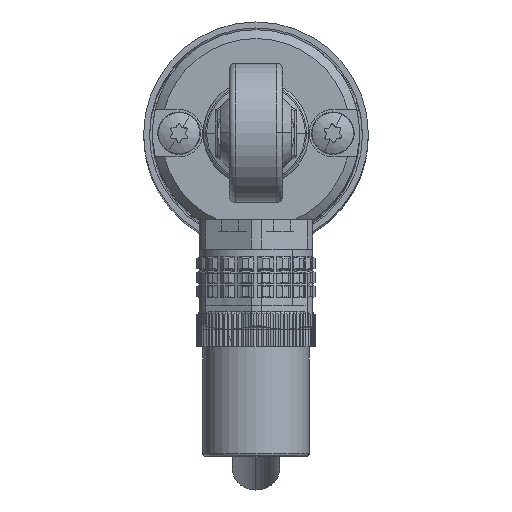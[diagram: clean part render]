
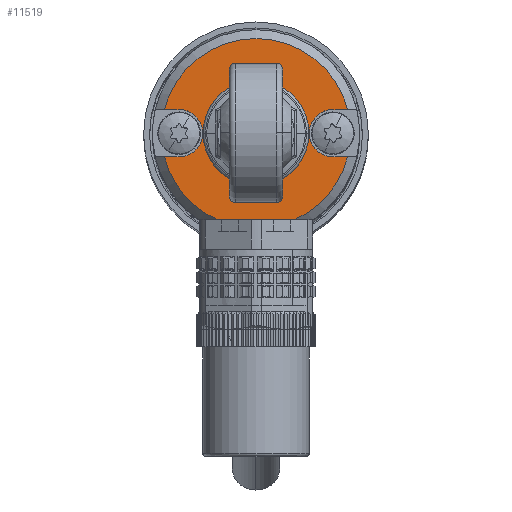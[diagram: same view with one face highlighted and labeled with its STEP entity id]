
A CAD part, top view. The second image highlights one B-rep face of the part: STEP entity #11519.
In plain terms, the highlighted face is planar.
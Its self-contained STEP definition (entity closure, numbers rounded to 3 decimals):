
#4367 = CARTESIAN_POINT ( 'NONE',  ( 15.492, 0., 4. ) ) ;
#4368 = CARTESIAN_POINT ( 'NONE',  ( 13., 0., 4. ) ) ;
#4369 = DIRECTION ( 'NONE',  ( 1., 0., 0. ) ) ;
#4370 = VECTOR ( 'NONE', #4369, 1000. ) ;
#4371 = CARTESIAN_POINT ( 'NONE',  ( 0., 0., 4. ) ) ;
#4372 = LINE ( 'NONE', #4371, #4370 ) ;
#4463 = DIRECTION ( 'NONE',  ( 0., 0., 1. ) ) ;
#4464 = DIRECTION ( 'NONE',  ( 0., 1., 0. ) ) ;
#4465 = CARTESIAN_POINT ( 'NONE',  ( 0., 0., 0. ) ) ;
#4466 = AXIS2_PLACEMENT_3D ( 'NONE', #4465, #4464, #4463 ) ;
#4467 = PLANE ( 'NONE',  #4466 ) ;
#4468 = FACE_OUTER_BOUND ( 'NONE', #11520, .T. ) ;
#4506 = DIRECTION ( 'NONE',  ( 1., 0., 0. ) ) ;
#4507 = VECTOR ( 'NONE', #4506, 1000. ) ;
#4508 = CARTESIAN_POINT ( 'NONE',  ( 13., 0., -4. ) ) ;
#4509 = LINE ( 'NONE', #4508, #4507 ) ;
#4510 = CARTESIAN_POINT ( 'NONE',  ( 15.492, 0., -4. ) ) ;
#4511 = DIRECTION ( 'NONE',  ( 0., 0., 1. ) ) ;
#4512 = DIRECTION ( 'NONE',  ( 0., -1., 0. ) ) ;
#4513 = CARTESIAN_POINT ( 'NONE',  ( 0., 0., 0. ) ) ;
#4514 = AXIS2_PLACEMENT_3D ( 'NONE', #4513, #4512, #4511 ) ;
#4515 = CIRCLE ( 'NONE', #4514, 16. ) ;
#4516 = CARTESIAN_POINT ( 'NONE',  ( -15.492, 0., -4. ) ) ;
#4517 = DIRECTION ( 'NONE',  ( -1., 0., 0. ) ) ;
#4518 = VECTOR ( 'NONE', #4517, 1000. ) ;
#4519 = CARTESIAN_POINT ( 'NONE',  ( 0., 0., -4. ) ) ;
#4520 = LINE ( 'NONE', #4519, #4518 ) ;
#4539 = AXIS2_PLACEMENT_3D ( 'NONE', #4602, #4601, #4600 ) ;
#4540 = CIRCLE ( 'NONE', #4539, 16. ) ;
#4541 = CARTESIAN_POINT ( 'NONE',  ( -6.545, 0., 14.6 ) ) ;
#4542 = DIRECTION ( 'NONE',  ( -1., 0., 0. ) ) ;
#4543 = VECTOR ( 'NONE', #4542, 1000. ) ;
#4544 = CARTESIAN_POINT ( 'NONE',  ( 0., 0., 14.6 ) ) ;
#4545 = LINE ( 'NONE', #4544, #4543 ) ;
#4546 = CARTESIAN_POINT ( 'NONE',  ( 6.545, 0., 14.6 ) ) ;
#4547 = DIRECTION ( 'NONE',  ( 0., 0., 1. ) ) ;
#4548 = DIRECTION ( 'NONE',  ( 0., -1., 0. ) ) ;
#4549 = CARTESIAN_POINT ( 'NONE',  ( 0., 0., 0. ) ) ;
#4550 = AXIS2_PLACEMENT_3D ( 'NONE', #4549, #4548, #4547 ) ;
#4551 = CIRCLE ( 'NONE', #4550, 16. ) ;
#4564 = DIRECTION ( 'NONE',  ( 0., 0., -1. ) ) ;
#4565 = DIRECTION ( 'NONE',  ( 0., -1., 0. ) ) ;
#4566 = CARTESIAN_POINT ( 'NONE',  ( 13., 0., 0. ) ) ;
#4567 = AXIS2_PLACEMENT_3D ( 'NONE', #4566, #4565, #4564 ) ;
#4568 = CIRCLE ( 'NONE', #4567, 4. ) ;
#4569 = CARTESIAN_POINT ( 'NONE',  ( 13., 0., -4. ) ) ;
#4588 = CARTESIAN_POINT ( 'NONE',  ( -13., 0., -4. ) ) ;
#4589 = DIRECTION ( 'NONE',  ( 0., 0., -1. ) ) ;
#4590 = DIRECTION ( 'NONE',  ( 0., -1., 0. ) ) ;
#4591 = CARTESIAN_POINT ( 'NONE',  ( -13., 0., 0. ) ) ;
#4592 = AXIS2_PLACEMENT_3D ( 'NONE', #4591, #4590, #4589 ) ;
#4593 = CIRCLE ( 'NONE', #4592, 4. ) ;
#4594 = CARTESIAN_POINT ( 'NONE',  ( -13., 0., 4. ) ) ;
#4595 = DIRECTION ( 'NONE',  ( -1., 0., 0. ) ) ;
#4596 = VECTOR ( 'NONE', #4595, 1000. ) ;
#4597 = CARTESIAN_POINT ( 'NONE',  ( -20., 0., 4. ) ) ;
#4598 = LINE ( 'NONE', #4597, #4596 ) ;
#4599 = CARTESIAN_POINT ( 'NONE',  ( -15.492, 0., 4. ) ) ;
#4600 = DIRECTION ( 'NONE',  ( 0., 0., 1. ) ) ;
#4601 = DIRECTION ( 'NONE',  ( 0., -1., 0. ) ) ;
#4602 = CARTESIAN_POINT ( 'NONE',  ( 0., 0., 0. ) ) ;
#11466 = ORIENTED_EDGE ( 'NONE', *, *, #11467, .T. ) ;
#11467 = EDGE_CURVE ( 'NONE', #11468, #11469, #4372, .T. ) ;
#11468 = VERTEX_POINT ( 'NONE', #4368 ) ;
#11469 = VERTEX_POINT ( 'NONE', #4367 ) ;
#11519 = ADVANCED_FACE ( 'Fl�che5', ( #4468 ), #4467, .F. ) ;
#11520 = EDGE_LOOP ( 'NONE', ( #11466, #11576, #11579, #11582, #11585, #11588, #11561, #11564, #11567, #11570 ) ) ;
#11561 = ORIENTED_EDGE ( 'NONE', *, *, #11562, .T. ) ;
#11562 = EDGE_CURVE ( 'NONE', #11590, #11563, #4520, .T. ) ;
#11563 = VERTEX_POINT ( 'NONE', #4516 ) ;
#11564 = ORIENTED_EDGE ( 'NONE', *, *, #11565, .T. ) ;
#11565 = EDGE_CURVE ( 'NONE', #11563, #11566, #4515, .T. ) ;
#11566 = VERTEX_POINT ( 'NONE', #4510 ) ;
#11567 = ORIENTED_EDGE ( 'NONE', *, *, #11568, .F. ) ;
#11568 = EDGE_CURVE ( 'NONE', #11569, #11566, #4509, .T. ) ;
#11569 = VERTEX_POINT ( 'NONE', #4569 ) ;
#11570 = ORIENTED_EDGE ( 'NONE', *, *, #11571, .F. ) ;
#11571 = EDGE_CURVE ( 'NONE', #11468, #11569, #4568, .T. ) ;
#11576 = ORIENTED_EDGE ( 'NONE', *, *, #11577, .T. ) ;
#11577 = EDGE_CURVE ( 'NONE', #11469, #11578, #4551, .T. ) ;
#11578 = VERTEX_POINT ( 'NONE', #4546 ) ;
#11579 = ORIENTED_EDGE ( 'NONE', *, *, #11580, .T. ) ;
#11580 = EDGE_CURVE ( 'NONE', #11578, #11581, #4545, .T. ) ;
#11581 = VERTEX_POINT ( 'NONE', #4541 ) ;
#11582 = ORIENTED_EDGE ( 'NONE', *, *, #11583, .T. ) ;
#11583 = EDGE_CURVE ( 'NONE', #11581, #11584, #4540, .T. ) ;
#11584 = VERTEX_POINT ( 'NONE', #4599 ) ;
#11585 = ORIENTED_EDGE ( 'NONE', *, *, #11586, .F. ) ;
#11586 = EDGE_CURVE ( 'NONE', #11587, #11584, #4598, .T. ) ;
#11587 = VERTEX_POINT ( 'NONE', #4594 ) ;
#11588 = ORIENTED_EDGE ( 'NONE', *, *, #11589, .F. ) ;
#11589 = EDGE_CURVE ( 'NONE', #11590, #11587, #4593, .T. ) ;
#11590 = VERTEX_POINT ( 'NONE', #4588 ) ;
